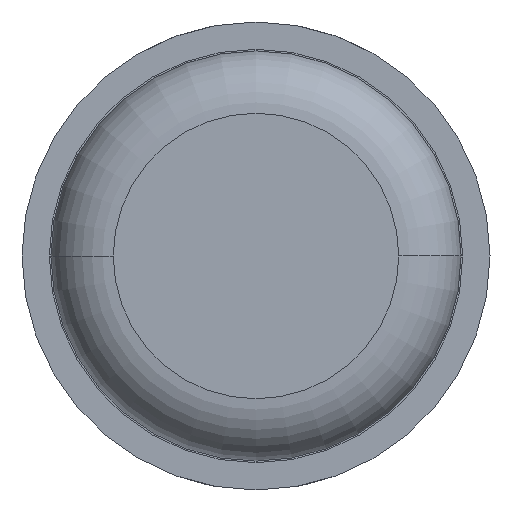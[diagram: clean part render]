
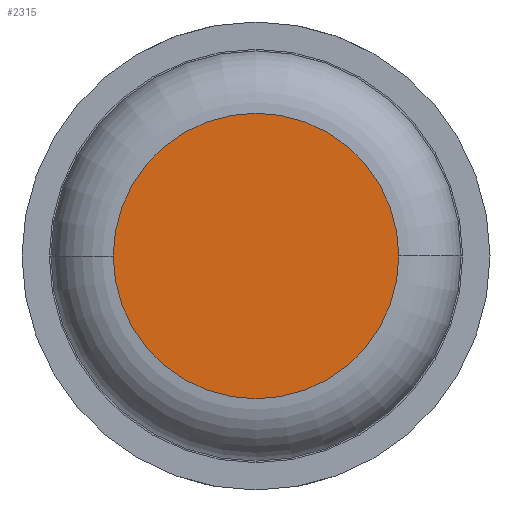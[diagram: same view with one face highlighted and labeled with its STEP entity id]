
A CAD part, front view. The second image highlights one B-rep face of the part: STEP entity #2315.
In plain terms, the highlighted planar face has unit normal (0, -1, 0).
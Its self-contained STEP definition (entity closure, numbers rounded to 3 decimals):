
#286 = CIRCLE ( 'NONE', #2363, 0.915 ) ;
#326 = VERTEX_POINT ( 'NONE', #3161 ) ;
#486 = ORIENTED_EDGE ( 'NONE', *, *, #3769, .T. ) ;
#593 = CARTESIAN_POINT ( 'NONE',  ( -0.915, 0., 0. ) ) ;
#699 = AXIS2_PLACEMENT_3D ( 'NONE', #2912, #882, #3247 ) ;
#715 = FACE_OUTER_BOUND ( 'NONE', #3212, .T. ) ;
#836 = ORIENTED_EDGE ( 'NONE', *, *, #2664, .T. ) ;
#868 = CIRCLE ( 'NONE', #699, 0.915 ) ;
#882 = DIRECTION ( 'NONE',  ( 0., -1., 0. ) ) ;
#985 = DIRECTION ( 'NONE',  ( 0., 1., 0. ) ) ;
#1031 = DIRECTION ( 'NONE',  ( -1., 0., 0. ) ) ;
#1363 = VERTEX_POINT ( 'NONE', #593 ) ;
#1372 = DIRECTION ( 'NONE',  ( -1., 0., 0. ) ) ;
#1937 = PLANE ( 'NONE',  #4133 ) ;
#2084 = DIRECTION ( 'NONE',  ( 0., -1., 0. ) ) ;
#2315 = ADVANCED_FACE ( 'Defeature ausgef�hrt1_6', ( #715 ), #1937, .F. ) ;
#2339 = CARTESIAN_POINT ( 'NONE',  ( 0., 0., 0. ) ) ;
#2363 = AXIS2_PLACEMENT_3D ( 'NONE', #2719, #2084, #1031 ) ;
#2664 = EDGE_CURVE ( 'Defeature ausgef�hrt1_6+Defeature ausgef�hrt1_7+Defeature ausgef�hrt1_7+Defeature ausgef�hrt1_7', #326, #1363, #868, .T. ) ;
#2719 = CARTESIAN_POINT ( 'NONE',  ( 0., 0., 0. ) ) ;
#2912 = CARTESIAN_POINT ( 'NONE',  ( 0., 0., 0. ) ) ;
#3161 = CARTESIAN_POINT ( 'NONE',  ( 0.915, 0., 0. ) ) ;
#3212 = EDGE_LOOP ( 'NONE', ( #486, #836 ) ) ;
#3247 = DIRECTION ( 'NONE',  ( -1., 0., 0. ) ) ;
#3769 = EDGE_CURVE ( 'Defeature ausgef�hrt1_6+Defeature ausgef�hrt1_7+Defeature ausgef�hrt1_7+Defeature ausgef�hrt1_7', #1363, #326, #286, .T. ) ;
#4133 = AXIS2_PLACEMENT_3D ( 'NONE', #2339, #985, #1372 ) ;
